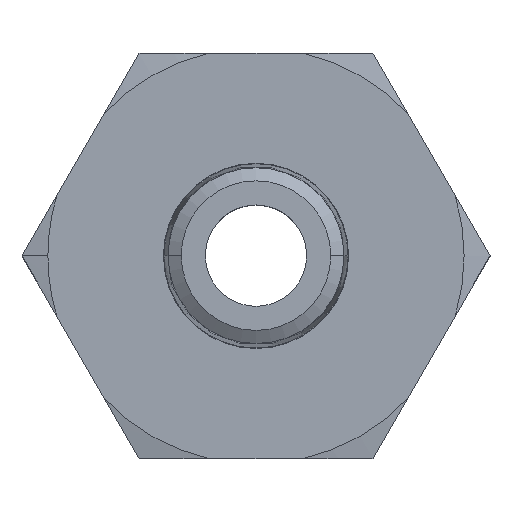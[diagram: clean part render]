
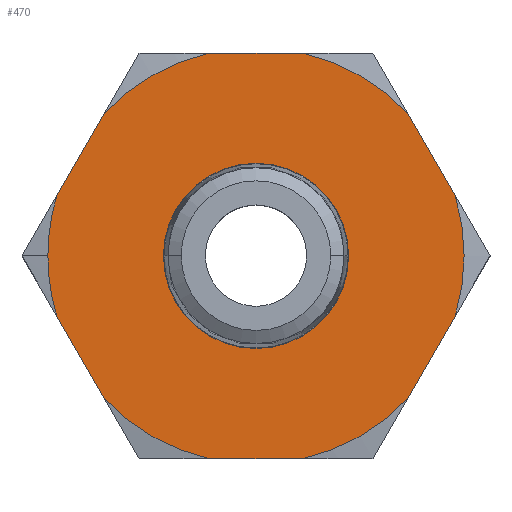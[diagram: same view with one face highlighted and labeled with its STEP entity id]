
A CAD part, top view. The second image highlights one B-rep face of the part: STEP entity #470.
In plain terms, the highlighted planar face has unit normal (0, 0, 1).
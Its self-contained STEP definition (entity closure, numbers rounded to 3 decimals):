
#132 = EDGE_CURVE ( 'NONE', #179, #180, #967, .T. ) ;
#166 = EDGE_CURVE ( 'NONE', #282, #283, #945, .T. ) ;
#179 = VERTEX_POINT ( 'NONE', #969 ) ;
#180 = VERTEX_POINT ( 'NONE', #968 ) ;
#275 = EDGE_CURVE ( 'NONE', #283, #282, #1167, .T. ) ;
#282 = VERTEX_POINT ( 'NONE', #1116 ) ;
#283 = VERTEX_POINT ( 'NONE', #1115 ) ;
#303 = VERTEX_POINT ( 'NONE', #1265 ) ;
#316 = EDGE_CURVE ( 'NONE', #354, #317, #1250, .T. ) ;
#317 = VERTEX_POINT ( 'NONE', #1257 ) ;
#327 = EDGE_CURVE ( 'NONE', #341, #336, #1290, .T. ) ;
#336 = VERTEX_POINT ( 'NONE', #1281 ) ;
#341 = VERTEX_POINT ( 'NONE', #1293 ) ;
#343 = EDGE_CURVE ( 'NONE', #362, #344, #1304, .T. ) ;
#344 = VERTEX_POINT ( 'NONE', #1300 ) ;
#350 = VERTEX_POINT ( 'NONE', #1315 ) ;
#354 = VERTEX_POINT ( 'NONE', #1367 ) ;
#362 = VERTEX_POINT ( 'NONE', #1341 ) ;
#395 = VERTEX_POINT ( 'NONE', #1413 ) ;
#404 = EDGE_CURVE ( 'NONE', #303, #405, #1411, .T. ) ;
#405 = VERTEX_POINT ( 'NONE', #1403 ) ;
#413 = ORIENTED_EDGE ( 'NONE', *, *, #426, .F. ) ;
#414 = ORIENTED_EDGE ( 'NONE', *, *, #415, .T. ) ;
#415 = EDGE_CURVE ( 'NONE', #395, #344, #1501, .T. ) ;
#423 = EDGE_CURVE ( 'NONE', #350, #424, #1464, .T. ) ;
#424 = VERTEX_POINT ( 'NONE', #1447 ) ;
#426 = EDGE_CURVE ( 'NONE', #395, #180, #1445, .T. ) ;
#438 = ORIENTED_EDGE ( 'NONE', *, *, #439, .T. ) ;
#439 = EDGE_CURVE ( 'NONE', #354, #424, #1507, .T. ) ;
#442 = ORIENTED_EDGE ( 'NONE', *, *, #423, .F. ) ;
#456 = ORIENTED_EDGE ( 'NONE', *, *, #457, .T. ) ;
#457 = EDGE_CURVE ( 'NONE', #303, #336, #1463, .T. ) ;
#458 = ORIENTED_EDGE ( 'NONE', *, *, #327, .F. ) ;
#459 = ORIENTED_EDGE ( 'NONE', *, *, #572, .T. ) ;
#460 = ORIENTED_EDGE ( 'NONE', *, *, #316, .F. ) ;
#470 = ADVANCED_FACE ( 'NONE', ( #1552, #1534 ), #1533, .F. ) ;
#471 = EDGE_LOOP ( 'NONE', ( #508, #524 ) ) ;
#475 = ORIENTED_EDGE ( 'NONE', *, *, #476, .T. ) ;
#476 = EDGE_CURVE ( 'NONE', #350, #405, #1542, .T. ) ;
#477 = ORIENTED_EDGE ( 'NONE', *, *, #343, .F. ) ;
#478 = ORIENTED_EDGE ( 'NONE', *, *, #479, .T. ) ;
#479 = EDGE_CURVE ( 'NONE', #362, #317, #1516, .T. ) ;
#508 = ORIENTED_EDGE ( 'NONE', *, *, #166, .F. ) ;
#524 = ORIENTED_EDGE ( 'NONE', *, *, #275, .F. ) ;
#525 = EDGE_LOOP ( 'NONE', ( #456, #458, #459, #555, #413, #414, #477, #478, #460, #438, #442, #475, #560 ) ) ;
#555 = ORIENTED_EDGE ( 'NONE', *, *, #132, .T. ) ;
#560 = ORIENTED_EDGE ( 'NONE', *, *, #404, .F. ) ;
#572 = EDGE_CURVE ( 'NONE', #341, #179, #1644, .T. ) ;
#942 = DIRECTION ( 'NONE',  ( 1., 0., 0. ) ) ;
#943 = DIRECTION ( 'NONE',  ( 0., 0., 1. ) ) ;
#944 = AXIS2_PLACEMENT_3D ( 'NONE', #982, #943, #942 ) ;
#945 = CIRCLE ( 'NONE', #944, 6.854 ) ;
#963 = DIRECTION ( 'NONE',  ( 1., 0., 0. ) ) ;
#964 = DIRECTION ( 'NONE',  ( 0., 0., 1. ) ) ;
#965 = CARTESIAN_POINT ( 'NONE',  ( 0., 0., 6.821 ) ) ;
#966 = AXIS2_PLACEMENT_3D ( 'NONE', #965, #964, #963 ) ;
#967 = CIRCLE ( 'NONE', #966, 15.405 ) ;
#968 = CARTESIAN_POINT ( 'NONE',  ( -14.746, -4.459, 6.821 ) ) ;
#969 = CARTESIAN_POINT ( 'NONE',  ( -15.405, 0., 6.821 ) ) ;
#982 = CARTESIAN_POINT ( 'NONE',  ( 0., 0., 6.821 ) ) ;
#1115 = CARTESIAN_POINT ( 'NONE',  ( 6.854, 0., 6.821 ) ) ;
#1116 = CARTESIAN_POINT ( 'NONE',  ( -6.854, 0., 6.821 ) ) ;
#1140 = DIRECTION ( 'NONE',  ( 1., 0., 0. ) ) ;
#1141 = DIRECTION ( 'NONE',  ( 0., 0., 1. ) ) ;
#1160 = DIRECTION ( 'NONE',  ( 1., 0., 0. ) ) ;
#1165 = CARTESIAN_POINT ( 'NONE',  ( 0., 0., 6.821 ) ) ;
#1166 = AXIS2_PLACEMENT_3D ( 'NONE', #1165, #1141, #1140 ) ;
#1167 = CIRCLE ( 'NONE', #1166, 6.854 ) ;
#1250 = LINE ( 'NONE', #1256, #1252 ) ;
#1251 = DIRECTION ( 'NONE',  ( -0.5, -0.866, 0. ) ) ;
#1252 = VECTOR ( 'NONE', #1251, 1000. ) ;
#1256 = CARTESIAN_POINT ( 'NONE',  ( 20.49, 5.49, 6.821 ) ) ;
#1257 = CARTESIAN_POINT ( 'NONE',  ( 11.235, -10.541, 6.821 ) ) ;
#1265 = CARTESIAN_POINT ( 'NONE',  ( -3.511, 15., 6.821 ) ) ;
#1277 = DIRECTION ( 'NONE',  ( 0.5, 0.866, 0. ) ) ;
#1278 = VECTOR ( 'NONE', #1277, 1000. ) ;
#1279 = CARTESIAN_POINT ( 'NONE',  ( -5.49, 20.49, 6.821 ) ) ;
#1281 = CARTESIAN_POINT ( 'NONE',  ( -11.235, 10.541, 6.821 ) ) ;
#1290 = LINE ( 'NONE', #1279, #1278 ) ;
#1293 = CARTESIAN_POINT ( 'NONE',  ( -14.746, 4.459, 6.821 ) ) ;
#1300 = CARTESIAN_POINT ( 'NONE',  ( -3.511, -15., 6.821 ) ) ;
#1301 = DIRECTION ( 'NONE',  ( -1., 0., 0. ) ) ;
#1302 = VECTOR ( 'NONE', #1301, 1000. ) ;
#1303 = CARTESIAN_POINT ( 'NONE',  ( 0., -15., 6.821 ) ) ;
#1304 = LINE ( 'NONE', #1303, #1302 ) ;
#1315 = CARTESIAN_POINT ( 'NONE',  ( 11.235, 10.541, 6.821 ) ) ;
#1341 = CARTESIAN_POINT ( 'NONE',  ( 3.511, -15., 6.821 ) ) ;
#1367 = CARTESIAN_POINT ( 'NONE',  ( 14.746, -4.459, 6.821 ) ) ;
#1403 = CARTESIAN_POINT ( 'NONE',  ( 3.511, 15., 6.821 ) ) ;
#1404 = DIRECTION ( 'NONE',  ( 1., 0., 0. ) ) ;
#1405 = VECTOR ( 'NONE', #1404, 1000. ) ;
#1406 = CARTESIAN_POINT ( 'NONE',  ( 0., 15., 6.821 ) ) ;
#1411 = LINE ( 'NONE', #1406, #1405 ) ;
#1413 = CARTESIAN_POINT ( 'NONE',  ( -11.235, -10.541, 6.821 ) ) ;
#1435 = AXIS2_PLACEMENT_3D ( 'NONE', #1508, #1500, #1499 ) ;
#1442 = DIRECTION ( 'NONE',  ( -0.5, 0.866, 0. ) ) ;
#1443 = VECTOR ( 'NONE', #1442, 1000. ) ;
#1444 = CARTESIAN_POINT ( 'NONE',  ( -20.49, 5.49, 6.821 ) ) ;
#1445 = LINE ( 'NONE', #1444, #1443 ) ;
#1447 = CARTESIAN_POINT ( 'NONE',  ( 14.746, 4.459, 6.821 ) ) ;
#1448 = DIRECTION ( 'NONE',  ( 0.5, -0.866, 0. ) ) ;
#1449 = VECTOR ( 'NONE', #1448, 1000. ) ;
#1450 = CARTESIAN_POINT ( 'NONE',  ( 5.49, 20.49, 6.821 ) ) ;
#1455 = DIRECTION ( 'NONE',  ( 0., 0., 1. ) ) ;
#1456 = CARTESIAN_POINT ( 'NONE',  ( 0., 0., 6.821 ) ) ;
#1457 = AXIS2_PLACEMENT_3D ( 'NONE', #1456, #1455, #1160 ) ;
#1463 = CIRCLE ( 'NONE', #1457, 15.405 ) ;
#1464 = LINE ( 'NONE', #1450, #1449 ) ;
#1499 = DIRECTION ( 'NONE',  ( 1., 0., 0. ) ) ;
#1500 = DIRECTION ( 'NONE',  ( 0., 0., 1. ) ) ;
#1501 = CIRCLE ( 'NONE', #1435, 15.405 ) ;
#1503 = DIRECTION ( 'NONE',  ( 1., 0., 0. ) ) ;
#1504 = DIRECTION ( 'NONE',  ( 0., 0., 1. ) ) ;
#1505 = CARTESIAN_POINT ( 'NONE',  ( 0., 0., 6.821 ) ) ;
#1506 = AXIS2_PLACEMENT_3D ( 'NONE', #1505, #1504, #1503 ) ;
#1507 = CIRCLE ( 'NONE', #1506, 15.405 ) ;
#1508 = CARTESIAN_POINT ( 'NONE',  ( 0., 0., 6.821 ) ) ;
#1513 = DIRECTION ( 'NONE',  ( 1., 0., 0. ) ) ;
#1514 = DIRECTION ( 'NONE',  ( 0., 0., 1. ) ) ;
#1515 = AXIS2_PLACEMENT_3D ( 'NONE', #1543, #1514, #1513 ) ;
#1516 = CIRCLE ( 'NONE', #1515, 15.405 ) ;
#1518 = CARTESIAN_POINT ( 'NONE',  ( 0., 0., 6.821 ) ) ;
#1533 = PLANE ( 'NONE',  #1556 ) ;
#1534 = FACE_OUTER_BOUND ( 'NONE', #525, .T. ) ;
#1539 = DIRECTION ( 'NONE',  ( 1., 0., 0. ) ) ;
#1540 = DIRECTION ( 'NONE',  ( 0., 0., 1. ) ) ;
#1541 = AXIS2_PLACEMENT_3D ( 'NONE', #1518, #1540, #1539 ) ;
#1542 = CIRCLE ( 'NONE', #1541, 15.405 ) ;
#1543 = CARTESIAN_POINT ( 'NONE',  ( 0., 0., 6.821 ) ) ;
#1552 = FACE_BOUND ( 'NONE', #471, .T. ) ;
#1553 = DIRECTION ( 'NONE',  ( -1., 0., 0. ) ) ;
#1554 = DIRECTION ( 'NONE',  ( 0., 0., -1. ) ) ;
#1555 = CARTESIAN_POINT ( 'NONE',  ( 0., 17.321, 6.821 ) ) ;
#1556 = AXIS2_PLACEMENT_3D ( 'NONE', #1555, #1554, #1553 ) ;
#1632 = CARTESIAN_POINT ( 'NONE',  ( 0., 0., 6.821 ) ) ;
#1633 = DIRECTION ( 'NONE',  ( 1., 0., 0. ) ) ;
#1634 = DIRECTION ( 'NONE',  ( 0., 0., 1. ) ) ;
#1635 = AXIS2_PLACEMENT_3D ( 'NONE', #1632, #1634, #1633 ) ;
#1644 = CIRCLE ( 'NONE', #1635, 15.405 ) ;
